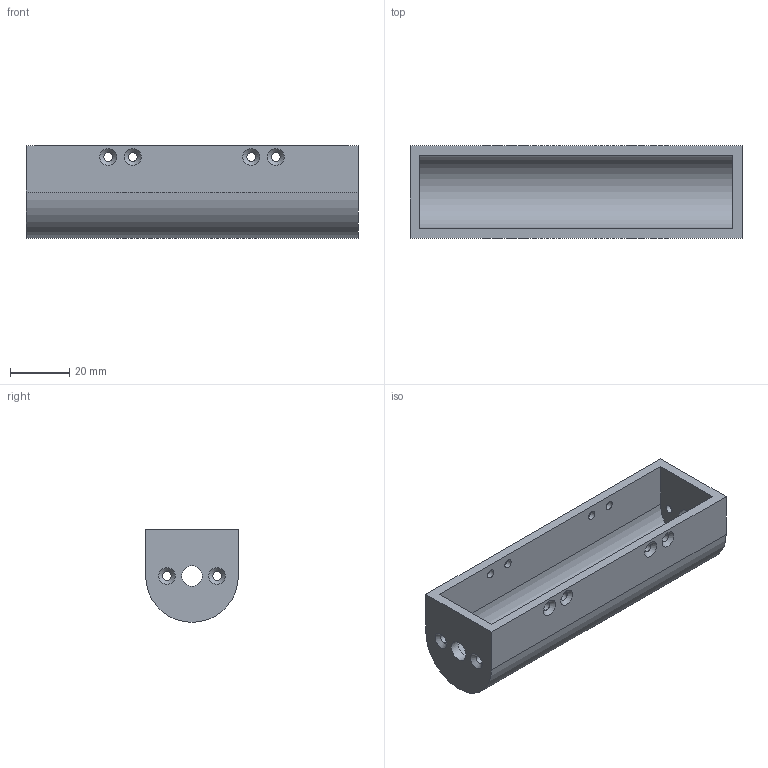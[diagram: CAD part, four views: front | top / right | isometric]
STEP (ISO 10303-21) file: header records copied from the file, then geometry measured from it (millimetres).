
FILE_DESCRIPTION(/* description */ (''),/* implementation_level */ '2;1');
FILE_NAME(/* name */ 'Motor Housing.step',/* time_stamp */ '2023-03-12T19:37:05-04:00',/* author */ (''),/* organization */ (''),/* preprocessor_version */ 'ST-DEVELOPER v19.2',/* originating_system */ 'Autodesk Translation Framework v11.17.0.187',/* authorisation */ '');
FILE_SCHEMA (('AUTOMOTIVE_DESIGN { 1 0 10303 214 3 1 1 }'));
Length unit declared in the file: inch
Products named in the file (1): Motor Housing
Bounding box: 112.44 x 31.35 x 31.35 mm (x, y, z)
Volume: 30402.7 mm3; surface area: 20573.7 mm2
Topology: 1 solids, 1 shells, 37 faces, 90 edges, 56 vertices
Faces by surface type: cylinder 16, cone 12, plane 9
Full cylindrical faces by diameter (mm): 2.9 x4, 3 x8, 7 x2
Entity records: 1179 total; most frequent: DIRECTION 210, CARTESIAN_POINT 184, ORIENTED_EDGE 180, EDGE_CURVE 90, AXIS2_PLACEMENT_3D 82, EDGE_LOOP 66, VERTEX_POINT 56, LINE 46
